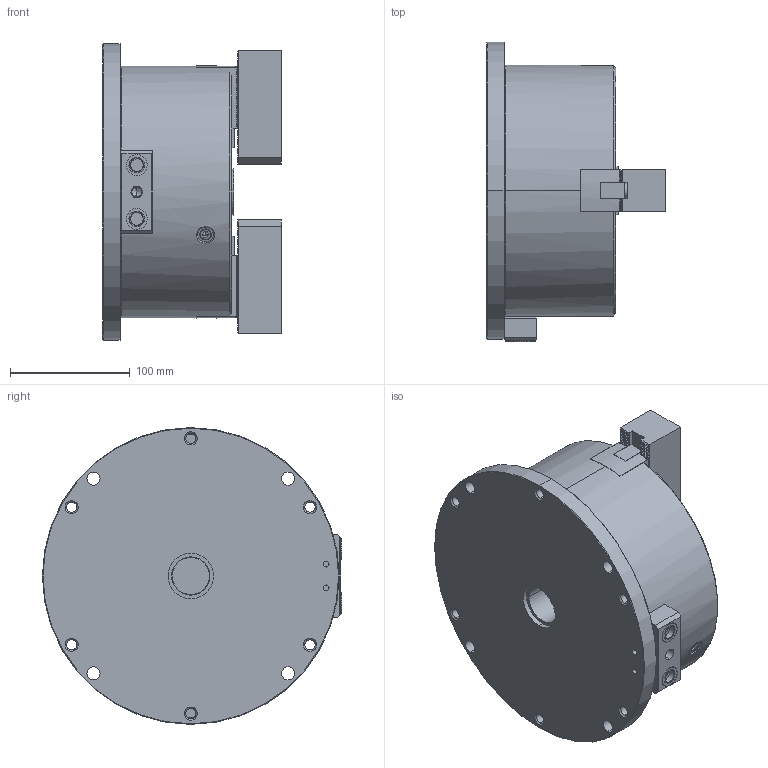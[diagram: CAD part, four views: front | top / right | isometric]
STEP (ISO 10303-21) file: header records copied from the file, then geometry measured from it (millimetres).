
FILE_DESCRIPTION (( 'STEP AP203' ), '1' );
FILE_NAME ('CF-SP-208.STEP', '2023-03-21T07:13:48', ( '' ), ( '' ), 'SwSTEP 2.0', 'SolidWorks 2020', '' );
FILE_SCHEMA (( 'CONFIG_CONTROL_DESIGN' ));
Length unit declared in the file: millimetre
Products named in the file (17): CF-SP-208; CF-SP-208-03010; 錐平頭六角孔螺栓_M3x6; CF-SP-308-08000; 圓頭內六角螺栓_M6x30; CF-SP-308-09000; 油管塞頭_PT 1_8; CF-SU-308-07000; 圓頭內六角螺栓_M12x30; CF-SP-208-01010; CF-3H-208-04000(T型塊); 圓頭內六角螺栓_M5x10; CF-SP-308-03010; SJ-08; 塑膠管塞_PT1_4; CF-SP-308-06010; M6黃油嘴
Assembly tree (31 placements, depth 2):
  CF-SP-208
    CF-SP-208-01010
    CF-SP-308-03010  x2
    CF-SP-308-06010
    CF-SP-208-03010
    CF-SP-308-08000
    CF-SP-308-09000  x2
    CF-SU-308-07000
    CF-3H-208-04000(T型塊)  x2
    SJ-08  x2
    M6黃油嘴
    錐平頭六角孔螺栓_M3x6  x4
    圓頭內六角螺栓_M6x30  x2
    油管塞頭_PT 1_8
    圓頭內六角螺栓_M12x30  x4
    圓頭內六角螺栓_M5x10  x4
    塑膠管塞_PT1_4  x2
Bounding box: 149.25 x 250 x 248 mm (x, y, z)
Volume: 4032035.9 mm3; surface area: 420495.9 mm2
Topology: 32 solids, 32 shells, 2478 faces, 6886 edges, 4466 vertices
Faces by surface type: plane 1637, cylinder 621, cone 206, torus 8, sphere 6
Entity records: 43698 total; most frequent: CARTESIAN_POINT 8832, ORIENTED_EDGE 7174, DIRECTION 6372, EDGE_CURVE 3587, VECTOR 2598, LINE 2598, VERTEX_POINT 2347, AXIS2_PLACEMENT_3D 1887
